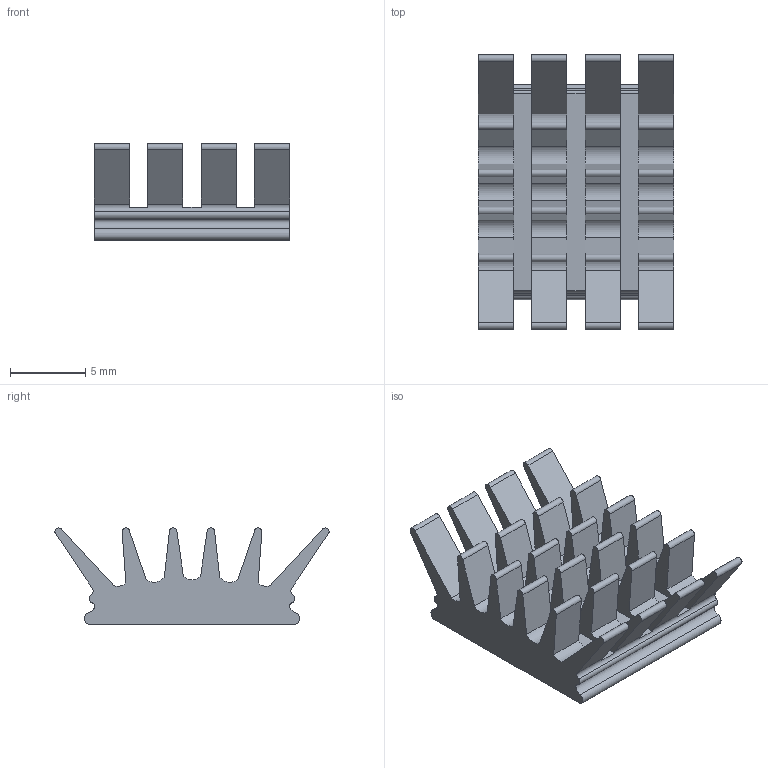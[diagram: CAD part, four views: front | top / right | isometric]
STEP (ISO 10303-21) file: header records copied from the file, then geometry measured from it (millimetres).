
FILE_DESCRIPTION(('FreeCAD Model'),'2;1');
FILE_NAME( 'Kühlkörper.step', '2017-06-16T15:21:31',('kicad StepUp'),('ksu MCAD'), 'Open CASCADE STEP processor 7.1','FreeCAD','Unknown');
FILE_SCHEMA(('AUTOMOTIVE_DESIGN_CC2 { 1 2 10303 214 -1 1 5 4 }'));
Length unit declared in the file: millimetre
Products named in the file (1): K黨lk鰎per
Bounding box: 13 x 18.25 x 6.4 mm (x, y, z)
Volume: 656.9 mm3; surface area: 1109.2 mm2
Topology: 1 solids, 1 shells, 112 faces, 330 edges, 220 vertices
Faces by surface type: plane 60, cylinder 50, extrusion 2
Entity records: 3797 total; most frequent: DIRECTION 674, CARTESIAN_POINT 663, ORIENTED_EDGE 660, EDGE_CURVE 330, AXIS2_PLACEMENT_3D 229, VERTEX_POINT 220, VECTOR 216, LINE 214
